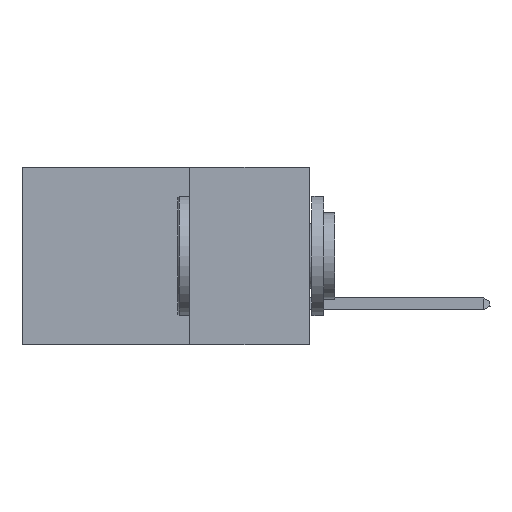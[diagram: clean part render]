
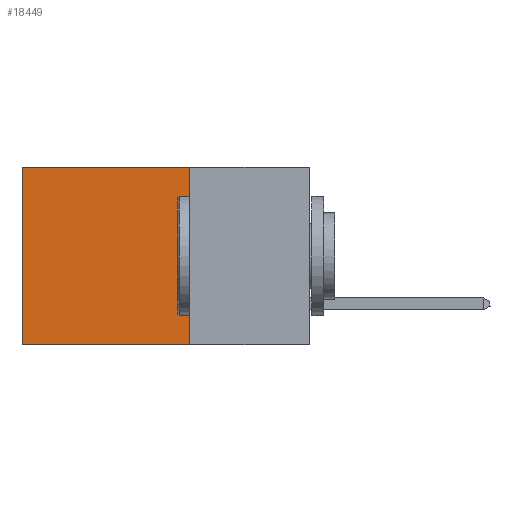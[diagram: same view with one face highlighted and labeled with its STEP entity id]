
A CAD part, left-side view. The second image highlights one B-rep face of the part: STEP entity #18449.
In plain terms, the highlighted planar face has unit normal (-1, 0, 0).
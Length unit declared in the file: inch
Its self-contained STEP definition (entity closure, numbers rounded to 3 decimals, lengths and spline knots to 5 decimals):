
#1083 = EDGE_LOOP ( 'NONE', ( #25132, #5115, #6078, #35723 ) ) ;
#1983 = EDGE_CURVE ( 'NONE', #2449, #40462, #19321, .T. ) ;
#2199 = CARTESIAN_POINT ( 'NONE',  ( 0.2875, 0.6, -0.37 ) ) ;
#2449 = VERTEX_POINT ( 'NONE', #23414 ) ;
#3313 = VERTEX_POINT ( 'NONE', #31451 ) ;
#5115 = ORIENTED_EDGE ( 'NONE', *, *, #26492, .F. ) ;
#6078 = ORIENTED_EDGE ( 'NONE', *, *, #23998, .F. ) ;
#7113 = FACE_OUTER_BOUND ( 'NONE', #1083, .T. ) ;
#7119 = VECTOR ( 'NONE', #8068, 39.37008 ) ;
#7231 = DIRECTION ( 'NONE',  ( 0., 0., -1. ) ) ;
#8068 = DIRECTION ( 'NONE',  ( 0., 1., 0. ) ) ;
#8536 = CARTESIAN_POINT ( 'NONE',  ( 0.2875, 0.6, 0. ) ) ;
#12450 = CARTESIAN_POINT ( 'NONE',  ( 0.2875, 0.25, 0. ) ) ;
#13064 = VECTOR ( 'NONE', #32904, 39.37008 ) ;
#13522 = AXIS2_PLACEMENT_3D ( 'NONE', #17290, #27333, #39667 ) ;
#16105 = DIRECTION ( 'NONE',  ( 0., 1., 0. ) ) ;
#16430 = LINE ( 'NONE', #42962, #7119 ) ;
#17290 = CARTESIAN_POINT ( 'NONE',  ( 0.2875, 0.25, 0. ) ) ;
#17383 = VERTEX_POINT ( 'NONE', #2199 ) ;
#18449 = ADVANCED_FACE ( 'NONE', ( #7113 ), #37715, .F. ) ;
#19321 = LINE ( 'NONE', #12450, #24193 ) ;
#22310 = LINE ( 'NONE', #8536, #13064 ) ;
#22322 = EDGE_CURVE ( 'NONE', #40462, #17383, #22310, .T. ) ;
#23414 = CARTESIAN_POINT ( 'NONE',  ( 0.2875, 0.25, 0. ) ) ;
#23998 = EDGE_CURVE ( 'NONE', #2449, #3313, #37403, .T. ) ;
#24193 = VECTOR ( 'NONE', #16105, 39.37008 ) ;
#25132 = ORIENTED_EDGE ( 'NONE', *, *, #22322, .T. ) ;
#26492 = EDGE_CURVE ( 'NONE', #3313, #17383, #16430, .T. ) ;
#27333 = DIRECTION ( 'NONE',  ( 1., 0., 0. ) ) ;
#31451 = CARTESIAN_POINT ( 'NONE',  ( 0.2875, 0.25, -0.37 ) ) ;
#32904 = DIRECTION ( 'NONE',  ( 0., 0., -1. ) ) ;
#35723 = ORIENTED_EDGE ( 'NONE', *, *, #1983, .T. ) ;
#37403 = LINE ( 'NONE', #41872, #39061 ) ;
#37715 = PLANE ( 'NONE',  #13522 ) ;
#39061 = VECTOR ( 'NONE', #7231, 39.37008 ) ;
#39667 = DIRECTION ( 'NONE',  ( 0., 0., -1. ) ) ;
#40462 = VERTEX_POINT ( 'NONE', #41241 ) ;
#41241 = CARTESIAN_POINT ( 'NONE',  ( 0.2875, 0.6, 0. ) ) ;
#41872 = CARTESIAN_POINT ( 'NONE',  ( 0.2875, 0.25, 0. ) ) ;
#42962 = CARTESIAN_POINT ( 'NONE',  ( 0.2875, 0.25, -0.37 ) ) ;
